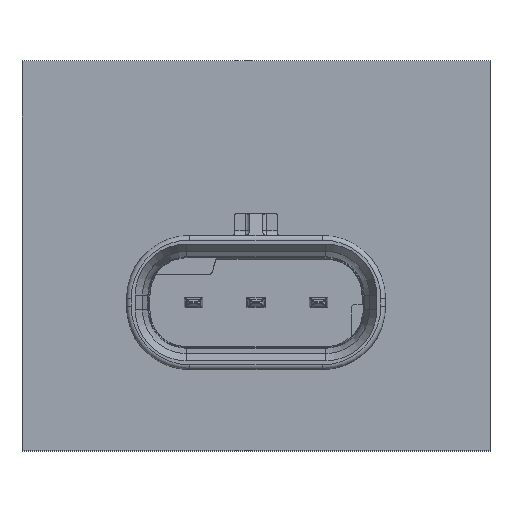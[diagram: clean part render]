
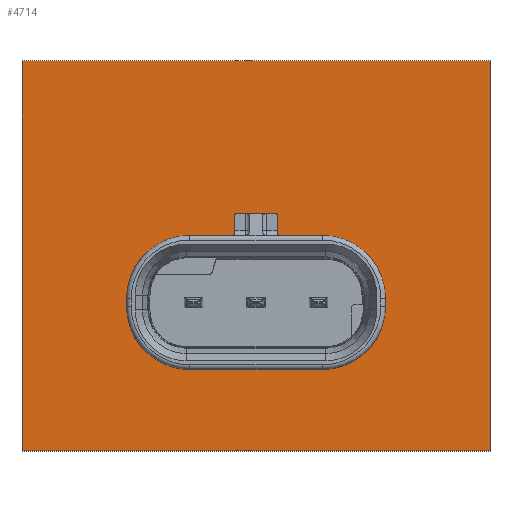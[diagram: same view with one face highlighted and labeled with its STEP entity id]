
A CAD part, top view. The second image highlights one B-rep face of the part: STEP entity #4714.
In plain terms, the highlighted planar face has unit normal (0, 0, 1).
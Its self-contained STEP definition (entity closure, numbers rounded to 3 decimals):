
#113=CARTESIAN_POINT('',(4.25,0.25,9.));
#114=DIRECTION('',(0.,0.,-1.));
#115=DIRECTION('',(0.,1.,0.));
#116=AXIS2_PLACEMENT_3D('',#113,#114,#115);
#127=DIRECTION('',(-1.,0.,0.));
#128=VECTOR('',#127,30.);
#129=CARTESIAN_POINT('',(15.,15.5,9.));
#130=LINE('',#129,#128);
#131=DIRECTION('',(0.,1.,0.));
#132=VECTOR('',#131,25.);
#133=CARTESIAN_POINT('',(15.,-9.5,9.));
#134=LINE('',#133,#132);
#135=DIRECTION('',(1.,0.,0.));
#136=VECTOR('',#135,30.);
#137=CARTESIAN_POINT('',(-15.,-9.5,9.));
#138=LINE('',#137,#136);
#139=DIRECTION('',(0.,-1.,0.));
#140=VECTOR('',#139,25.);
#141=CARTESIAN_POINT('',(-15.,15.5,9.));
#142=LINE('',#141,#140);
#3298=CARTESIAN_POINT('',(-4.25,0.25,9.));
#3299=DIRECTION('',(0.,0.,-1.));
#3300=DIRECTION('',(-1.,0.,0.));
#3301=AXIS2_PLACEMENT_3D('',#3298,#3299,#3300);
#3384=DIRECTION('',(1.,0.,0.));
#3385=VECTOR('',#3384,8.5);
#3386=CARTESIAN_POINT('',(-4.25,4.3,9.));
#3387=LINE('',#3386,#3385);
#3838=DIRECTION('',(0.,1.,0.));
#3839=VECTOR('',#3838,0.5);
#3840=CARTESIAN_POINT('',(-8.3,-0.25,9.));
#3841=LINE('',#3840,#3839);
#3850=CARTESIAN_POINT('',(-4.25,-0.25,9.));
#3851=DIRECTION('',(0.,0.,-1.));
#3852=DIRECTION('',(0.,-1.,0.));
#3853=AXIS2_PLACEMENT_3D('',#3850,#3851,#3852);
#3864=DIRECTION('',(-1.,0.,0.));
#3865=VECTOR('',#3864,8.5);
#3866=CARTESIAN_POINT('',(4.25,-4.3,9.));
#3867=LINE('',#3866,#3865);
#3876=CARTESIAN_POINT('',(4.25,-0.25,9.));
#3877=DIRECTION('',(0.,0.,-1.));
#3878=DIRECTION('',(1.,0.,0.));
#3879=AXIS2_PLACEMENT_3D('',#3876,#3877,#3878);
#3890=DIRECTION('',(0.,-1.,0.));
#3891=VECTOR('',#3890,0.5);
#3892=CARTESIAN_POINT('',(8.3,0.25,9.));
#3893=LINE('',#3892,#3891);
#4489=CARTESIAN_POINT('',(15.,15.5,9.));
#4490=CARTESIAN_POINT('',(-15.,15.5,9.));
#4491=VERTEX_POINT('',#4489);
#4492=VERTEX_POINT('',#4490);
#4493=CARTESIAN_POINT('',(-15.,-9.5,9.));
#4494=VERTEX_POINT('',#4493);
#4495=CARTESIAN_POINT('',(15.,-9.5,9.));
#4496=VERTEX_POINT('',#4495);
#4497=CARTESIAN_POINT('',(-8.3,0.25,9.));
#4498=CARTESIAN_POINT('',(-4.25,4.3,9.));
#4499=VERTEX_POINT('',#4497);
#4500=VERTEX_POINT('',#4498);
#4501=CARTESIAN_POINT('',(4.25,4.3,9.));
#4502=VERTEX_POINT('',#4501);
#4503=CARTESIAN_POINT('',(8.3,0.25,9.));
#4504=VERTEX_POINT('',#4503);
#4505=CARTESIAN_POINT('',(8.3,-0.25,9.));
#4506=VERTEX_POINT('',#4505);
#4507=CARTESIAN_POINT('',(4.25,-4.3,9.));
#4508=VERTEX_POINT('',#4507);
#4509=CARTESIAN_POINT('',(-4.25,-4.3,9.));
#4510=VERTEX_POINT('',#4509);
#4511=CARTESIAN_POINT('',(-8.3,-0.25,9.));
#4512=VERTEX_POINT('',#4511);
#4682=CARTESIAN_POINT('',(0.,0.,9.));
#4683=DIRECTION('',(0.,0.,1.));
#4684=DIRECTION('',(1.,0.,0.));
#4685=AXIS2_PLACEMENT_3D('',#4682,#4683,#4684);
#4686=PLANE('',#4685);
#4688=ORIENTED_EDGE('',*,*,#4687,.F.);
#4690=ORIENTED_EDGE('',*,*,#4689,.F.);
#4692=ORIENTED_EDGE('',*,*,#4691,.F.);
#4694=ORIENTED_EDGE('',*,*,#4693,.F.);
#4695=EDGE_LOOP('',(#4688,#4690,#4692,#4694));
#4696=FACE_OUTER_BOUND('',#4695,.F.);
#4698=ORIENTED_EDGE('',*,*,#4697,.F.);
#4700=ORIENTED_EDGE('',*,*,#4699,.F.);
#4702=ORIENTED_EDGE('',*,*,#4701,.F.);
#4704=ORIENTED_EDGE('',*,*,#4703,.F.);
#4706=ORIENTED_EDGE('',*,*,#4705,.F.);
#4708=ORIENTED_EDGE('',*,*,#4707,.F.);
#4709=ORIENTED_EDGE('',*,*,#4672,.F.);
#4711=ORIENTED_EDGE('',*,*,#4710,.F.);
#4712=EDGE_LOOP('',(#4698,#4700,#4702,#4704,#4706,#4708,#4709,#4711));
#4713=FACE_BOUND('',#4712,.F.);
#4714=ADVANCED_FACE('',(#4696,#4713),#4686,.T.);
#117=CIRCLE('',#116,4.05);
#3302=CIRCLE('',#3301,4.05);
#3854=CIRCLE('',#3853,4.05);
#3880=CIRCLE('',#3879,4.05);
#4672=EDGE_CURVE('',#4502,#4504,#117,.T.);
#4687=EDGE_CURVE('',#4491,#4492,#130,.T.);
#4689=EDGE_CURVE('',#4496,#4491,#134,.T.);
#4691=EDGE_CURVE('',#4494,#4496,#138,.T.);
#4693=EDGE_CURVE('',#4492,#4494,#142,.T.);
#4697=EDGE_CURVE('',#4499,#4500,#3302,.T.);
#4699=EDGE_CURVE('',#4512,#4499,#3841,.T.);
#4701=EDGE_CURVE('',#4510,#4512,#3854,.T.);
#4703=EDGE_CURVE('',#4508,#4510,#3867,.T.);
#4705=EDGE_CURVE('',#4506,#4508,#3880,.T.);
#4707=EDGE_CURVE('',#4504,#4506,#3893,.T.);
#4710=EDGE_CURVE('',#4500,#4502,#3387,.T.);
